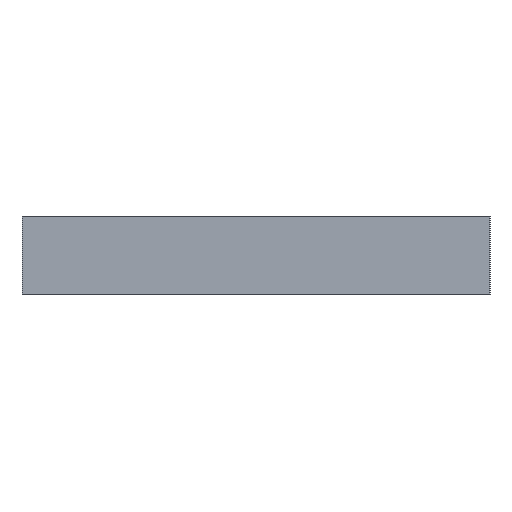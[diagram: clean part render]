
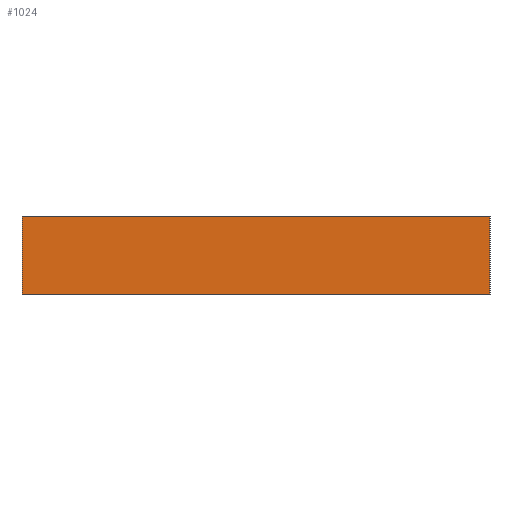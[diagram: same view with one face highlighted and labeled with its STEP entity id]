
A CAD part, left-side view. The second image highlights one B-rep face of the part: STEP entity #1024.
In plain terms, the highlighted planar face has unit normal (-1, 0, 0).
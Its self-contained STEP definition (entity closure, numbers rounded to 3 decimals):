
#96=FACE_OUTER_BOUND('',#168,.T.);
#168=EDGE_LOOP('',(#913,#914,#915,#916));
#171=LINE('',#1358,#299);
#240=LINE('',#1503,#368);
#296=LINE('',#1629,#424);
#297=LINE('',#1630,#425);
#299=VECTOR('',#1106,10.);
#368=VECTOR('',#1213,10.);
#424=VECTOR('',#1347,10.);
#425=VECTOR('',#1348,10.);
#427=VERTEX_POINT('',#1356);
#428=VERTEX_POINT('',#1357);
#485=VERTEX_POINT('',#1501);
#516=VERTEX_POINT('',#1628);
#517=EDGE_CURVE('',#427,#428,#171,.T.);
#590=EDGE_CURVE('',#485,#428,#240,.T.);
#650=EDGE_CURVE('',#516,#485,#296,.T.);
#651=EDGE_CURVE('',#516,#427,#297,.T.);
#913=ORIENTED_EDGE('',*,*,#517,.T.);
#914=ORIENTED_EDGE('',*,*,#590,.F.);
#915=ORIENTED_EDGE('',*,*,#650,.F.);
#916=ORIENTED_EDGE('',*,*,#651,.T.);
#971=PLANE('',#1099);
#1024=ADVANCED_FACE('',(#96),#971,.T.);
#1099=AXIS2_PLACEMENT_3D('',#1627,#1345,#1346);
#1106=DIRECTION('',(0.,1.,0.));
#1213=DIRECTION('',(0.,0.,1.));
#1345=DIRECTION('center_axis',(-1.,0.,0.));
#1346=DIRECTION('ref_axis',(0.,-1.,0.));
#1347=DIRECTION('',(0.,1.,0.));
#1348=DIRECTION('',(0.,0.,1.));
#1356=CARTESIAN_POINT('',(-55.669,-42.086,16.));
#1357=CARTESIAN_POINT('',(-55.669,53.914,16.));
#1358=CARTESIAN_POINT('',(-55.669,47.521,16.));
#1501=CARTESIAN_POINT('',(-55.669,53.914,0.));
#1503=CARTESIAN_POINT('',(-55.669,53.914,0.));
#1627=CARTESIAN_POINT('Origin',(-55.669,53.914,0.));
#1628=CARTESIAN_POINT('',(-55.669,-42.086,0.));
#1629=CARTESIAN_POINT('',(-55.669,-42.086,0.));
#1630=CARTESIAN_POINT('',(-55.669,-42.086,16.));
